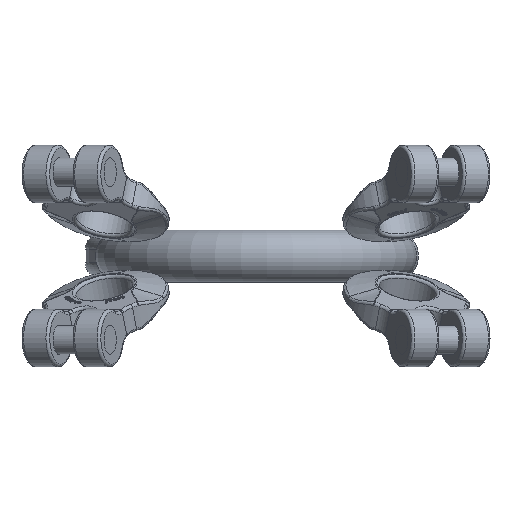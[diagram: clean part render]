
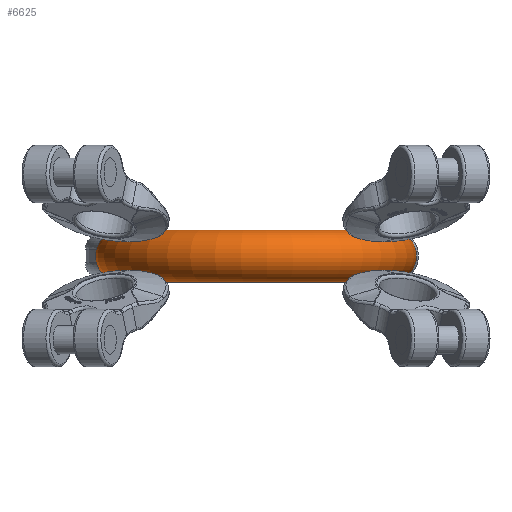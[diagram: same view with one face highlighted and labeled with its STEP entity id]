
A CAD part, front view. The second image highlights one B-rep face of the part: STEP entity #6625.
In plain terms, the highlighted toroidal (fillet/blend) face has major radius 93 mm and minor radius 18 mm.
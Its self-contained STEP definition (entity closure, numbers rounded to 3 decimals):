
#462=TOROIDAL_SURFACE('',#19647,93.,18.);
#6625=ADVANCED_FACE('',(#7553,#7554),#462,.T.);
#7553=FACE_BOUND('',#7965,.T.);
#7554=FACE_BOUND('',#7966,.T.);
#7965=EDGE_LOOP('',(#10271));
#7966=EDGE_LOOP('',(#10272));
#10271=ORIENTED_EDGE('',*,*,#16891,.T.);
#10272=ORIENTED_EDGE('',*,*,#16929,.F.);
#14855=VERTEX_POINT('',#27951);
#14893=VERTEX_POINT('',#28233);
#16891=EDGE_CURVE('',#14855,#14855,#19083,.T.);
#16929=EDGE_CURVE('',#14893,#14893,#19085,.T.);
#19083=CIRCLE('',#19629,18.);
#19085=CIRCLE('',#19641,18.);
#19629=AXIS2_PLACEMENT_3D('',#27950,#21205,#21206);
#19641=AXIS2_PLACEMENT_3D('',#28232,#21237,#21238);
#19647=AXIS2_PLACEMENT_3D('',#28242,#21249,#21250);
#21205=DIRECTION('',(0.,-1.,0.));
#21206=DIRECTION('',(1.,0.,0.));
#21237=DIRECTION('',(0.,1.,0.));
#21238=DIRECTION('',(-1.,0.,0.));
#21249=DIRECTION('',(0.,0.,1.));
#21250=DIRECTION('',(1.,0.,0.));
#27950=CARTESIAN_POINT('',(-93.,-53.5,0.));
#27951=CARTESIAN_POINT('',(-75.,-53.5,0.));
#28232=CARTESIAN_POINT('',(93.,-53.5,0.));
#28233=CARTESIAN_POINT('',(75.,-53.5,0.));
#28242=CARTESIAN_POINT('',(0.,-53.5,0.));
